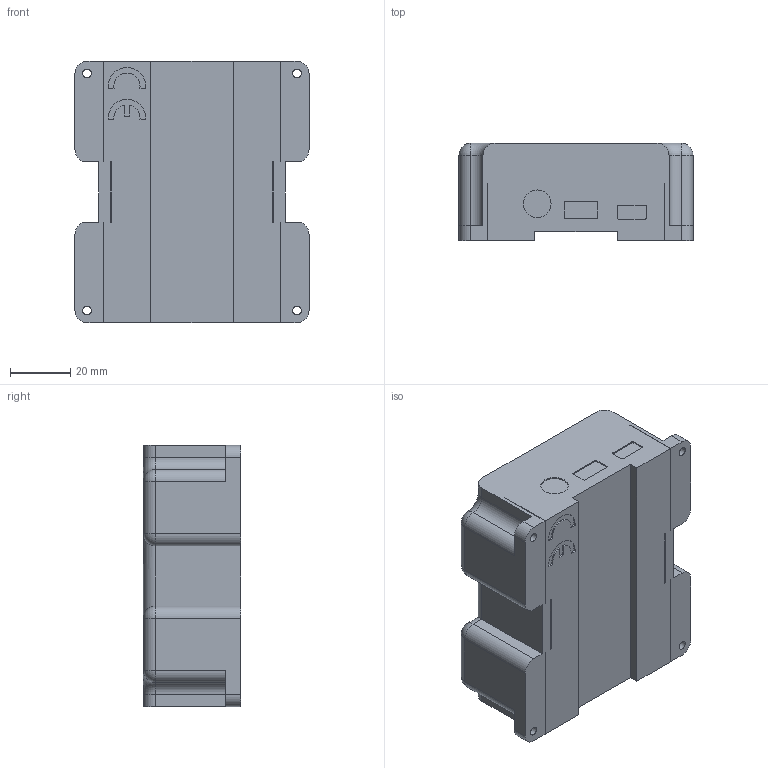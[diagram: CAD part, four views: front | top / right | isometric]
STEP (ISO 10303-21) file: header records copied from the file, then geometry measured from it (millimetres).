
FILE_DESCRIPTION (( 'STEP AP203' ), '1' );
FILE_NAME ('AS-CASE-STD-00.STEP', '2022-10-10T11:00:15', ( '' ), ( '' ), 'SwSTEP 2.0', 'SolidWorks 2020', '' );
FILE_SCHEMA (( 'CONFIG_CONTROL_DESIGN' ));
Length unit declared in the file: millimetre
Products named in the file (1): AS-CASE-STD-00
Bounding box: 77.84 x 32.3 x 86.83 mm (x, y, z)
Volume: 192078.9 mm3; surface area: 29468.5 mm2
Topology: 1 solids, 1 shells, 151 faces, 402 edges, 252 vertices
Faces by surface type: plane 84, cylinder 55, sphere 8, torus 4
Full cylindrical faces by diameter (mm): 2.9 x4, 9.2 x1
Entity records: 4670 total; most frequent: CARTESIAN_POINT 805, DIRECTION 799, ORIENTED_EDGE 778, EDGE_CURVE 389, LINE 275, VECTOR 275, AXIS2_PLACEMENT_3D 262, VERTEX_POINT 252
